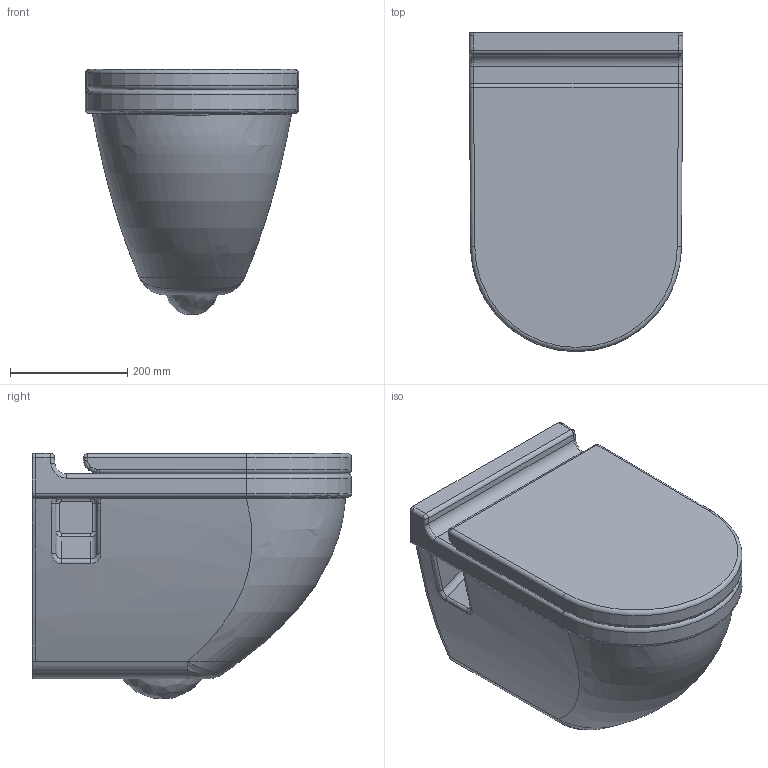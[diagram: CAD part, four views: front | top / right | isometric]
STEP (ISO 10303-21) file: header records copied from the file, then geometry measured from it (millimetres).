
FILE_DESCRIPTION((''),'2;1');
FILE_NAME('221509.stp','2007-10-20T21:56:51',('Huebner'),(''),'Autodesk Inventor 11','Autodesk Inventor 11','');
FILE_SCHEMA(('AUTOMOTIVE_DESIGN { 1 0 10303 214 1 1 1 1 }'));
Length unit declared in the file: millimetre
Products named in the file (4): 221509; 221509_1; 006381
Assembly tree (3 placements, depth 2):
  221509
    221509
    221509_1
    006381
Bounding box: 365 x 545 x 418.53 mm (x, y, z)
Volume: 38977188.3 mm3; surface area: 1429280 mm2
Topology: 3 solids, 3 shells, 219 faces, 499 edges, 288 vertices
Faces by surface type: cylinder 75, bspline 69, plane 53, torus 18, sphere 4
Full cylindrical faces by diameter (mm): 15 x4, 20 x2, 55 x1, 102 x1
Entity records: 13675 total; most frequent: CARTESIAN_POINT 9027, ORIENTED_EDGE 952, DIRECTION 907, EDGE_CURVE 476, AXIS2_PLACEMENT_3D 366, VERTEX_POINT 286, EDGE_LOOP 246, FACE_OUTER_BOUND 219
